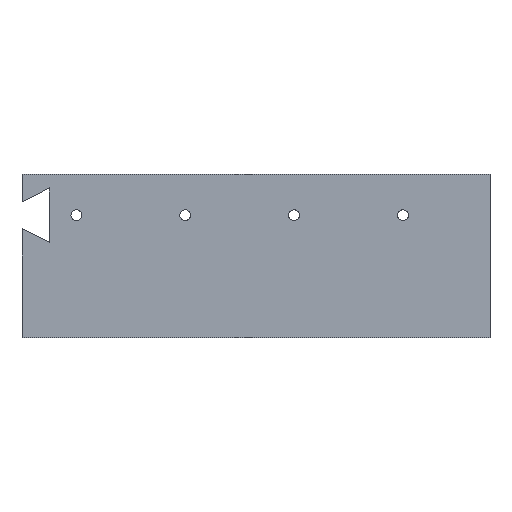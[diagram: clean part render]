
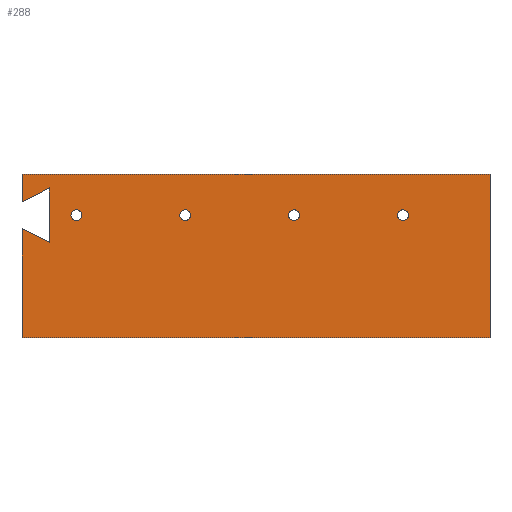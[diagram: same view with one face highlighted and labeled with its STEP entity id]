
A CAD part, front view. The second image highlights one B-rep face of the part: STEP entity #288.
In plain terms, the highlighted planar face has unit normal (0, -1, 0).
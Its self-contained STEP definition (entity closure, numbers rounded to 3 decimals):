
#20=FACE_BOUND('',#55,.T.);
#21=FACE_BOUND('',#56,.T.);
#22=FACE_BOUND('',#57,.T.);
#23=FACE_BOUND('',#58,.T.);
#28=CIRCLE('',#327,2.);
#29=CIRCLE('',#328,2.);
#30=CIRCLE('',#329,2.);
#31=CIRCLE('',#330,2.);
#39=FACE_OUTER_BOUND('',#54,.T.);
#54=EDGE_LOOP('',(#203,#204,#205,#206,#207,#208,#209,#210));
#55=EDGE_LOOP('',(#211));
#56=EDGE_LOOP('',(#212));
#57=EDGE_LOOP('',(#213));
#58=EDGE_LOOP('',(#214));
#76=LINE('',#435,#105);
#80=LINE('',#443,#109);
#81=LINE('',#445,#110);
#82=LINE('',#447,#111);
#83=LINE('',#449,#112);
#84=LINE('',#451,#113);
#85=LINE('',#453,#114);
#86=LINE('',#454,#115);
#105=VECTOR('',#354,10.);
#109=VECTOR('',#360,10.);
#110=VECTOR('',#361,10.);
#111=VECTOR('',#362,10.);
#112=VECTOR('',#363,10.);
#113=VECTOR('',#364,10.);
#114=VECTOR('',#365,10.);
#115=VECTOR('',#366,10.);
#134=VERTEX_POINT('',#433);
#135=VERTEX_POINT('',#434);
#138=VERTEX_POINT('',#442);
#139=VERTEX_POINT('',#444);
#140=VERTEX_POINT('',#446);
#141=VERTEX_POINT('',#448);
#142=VERTEX_POINT('',#450);
#143=VERTEX_POINT('',#452);
#144=VERTEX_POINT('',#455);
#145=VERTEX_POINT('',#457);
#146=VERTEX_POINT('',#459);
#147=VERTEX_POINT('',#461);
#160=EDGE_CURVE('',#134,#135,#76,.T.);
#164=EDGE_CURVE('',#138,#134,#80,.T.);
#165=EDGE_CURVE('',#139,#138,#81,.T.);
#166=EDGE_CURVE('',#140,#139,#82,.T.);
#167=EDGE_CURVE('',#141,#140,#83,.T.);
#168=EDGE_CURVE('',#141,#142,#84,.T.);
#169=EDGE_CURVE('',#142,#143,#85,.T.);
#170=EDGE_CURVE('',#135,#143,#86,.T.);
#171=EDGE_CURVE('',#144,#144,#28,.T.);
#172=EDGE_CURVE('',#145,#145,#29,.T.);
#173=EDGE_CURVE('',#146,#146,#30,.T.);
#174=EDGE_CURVE('',#147,#147,#31,.T.);
#203=ORIENTED_EDGE('',*,*,#160,.F.);
#204=ORIENTED_EDGE('',*,*,#164,.F.);
#205=ORIENTED_EDGE('',*,*,#165,.F.);
#206=ORIENTED_EDGE('',*,*,#166,.F.);
#207=ORIENTED_EDGE('',*,*,#167,.F.);
#208=ORIENTED_EDGE('',*,*,#168,.T.);
#209=ORIENTED_EDGE('',*,*,#169,.T.);
#210=ORIENTED_EDGE('',*,*,#170,.F.);
#211=ORIENTED_EDGE('',*,*,#171,.T.);
#212=ORIENTED_EDGE('',*,*,#172,.T.);
#213=ORIENTED_EDGE('',*,*,#173,.T.);
#214=ORIENTED_EDGE('',*,*,#174,.T.);
#278=PLANE('',#326);
#288=ADVANCED_FACE('',(#39,#20,#21,#22,#23),#278,.T.);
#326=AXIS2_PLACEMENT_3D('',#441,#358,#359);
#327=AXIS2_PLACEMENT_3D('',#456,#367,#368);
#328=AXIS2_PLACEMENT_3D('',#458,#369,#370);
#329=AXIS2_PLACEMENT_3D('',#460,#371,#372);
#330=AXIS2_PLACEMENT_3D('',#462,#373,#374);
#354=DIRECTION('',(0.,0.,1.));
#358=DIRECTION('center_axis',(0.,-1.,0.));
#359=DIRECTION('ref_axis',(0.,0.,-1.));
#360=DIRECTION('',(-0.894,0.,-0.447));
#361=DIRECTION('',(0.,0.,1.));
#362=DIRECTION('',(0.894,0.,-0.447));
#363=DIRECTION('',(0.,0.,1.));
#364=DIRECTION('',(1.,0.,0.));
#365=DIRECTION('',(0.,0.,1.));
#366=DIRECTION('',(1.,0.,0.));
#367=DIRECTION('center_axis',(0.,1.,0.));
#368=DIRECTION('ref_axis',(1.,0.,0.));
#369=DIRECTION('center_axis',(0.,1.,0.));
#370=DIRECTION('ref_axis',(1.,0.,0.));
#371=DIRECTION('center_axis',(0.,1.,0.));
#372=DIRECTION('ref_axis',(1.,0.,0.));
#373=DIRECTION('center_axis',(0.,1.,0.));
#374=DIRECTION('ref_axis',(1.,0.,0.));
#433=CARTESIAN_POINT('',(14.,-8.322,35.083));
#434=CARTESIAN_POINT('',(14.,-8.322,45.083));
#435=CARTESIAN_POINT('',(14.,-8.322,30.083));
#441=CARTESIAN_POINT('Origin',(0.,-8.322,15.083));
#442=CARTESIAN_POINT('',(24.,-8.322,40.083));
#443=CARTESIAN_POINT('',(9.4,-8.322,32.783));
#444=CARTESIAN_POINT('',(24.,-8.322,20.083));
#445=CARTESIAN_POINT('',(24.,-8.322,17.583));
#446=CARTESIAN_POINT('',(14.,-8.322,25.083));
#447=CARTESIAN_POINT('',(10.4,-8.322,26.883));
#448=CARTESIAN_POINT('',(14.,-8.322,-14.917));
#449=CARTESIAN_POINT('',(14.,-8.322,0.082));
#450=CARTESIAN_POINT('',(186.,-8.322,-14.917));
#451=CARTESIAN_POINT('',(0.,-8.322,-14.917));
#452=CARTESIAN_POINT('',(186.,-8.322,45.083));
#453=CARTESIAN_POINT('',(186.,-8.322,15.083));
#454=CARTESIAN_POINT('',(-186.,-8.322,45.083));
#455=CARTESIAN_POINT('',(112.,-8.322,30.083));
#456=CARTESIAN_POINT('Origin',(114.,-8.322,30.083));
#457=CARTESIAN_POINT('',(72.,-8.322,30.083));
#458=CARTESIAN_POINT('Origin',(74.,-8.322,30.083));
#459=CARTESIAN_POINT('',(32.,-8.322,30.083));
#460=CARTESIAN_POINT('Origin',(34.,-8.322,30.083));
#461=CARTESIAN_POINT('',(152.,-8.322,30.083));
#462=CARTESIAN_POINT('Origin',(154.,-8.322,30.083));
